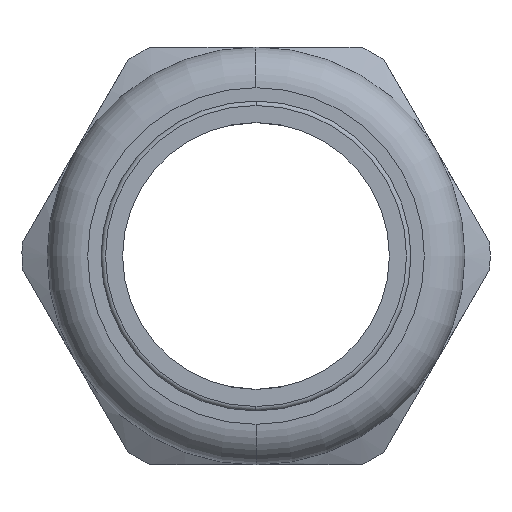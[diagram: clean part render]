
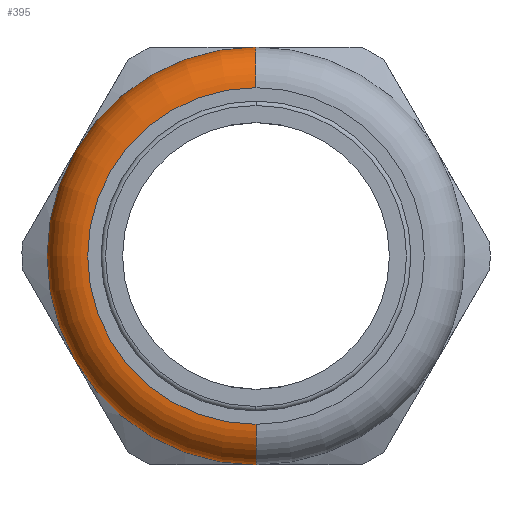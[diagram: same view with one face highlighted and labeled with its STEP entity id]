
A CAD part, left-side view. The second image highlights one B-rep face of the part: STEP entity #395.
In plain terms, the highlighted toroidal (fillet/blend) face has major radius 9.616 mm and minor radius 2.322 mm.
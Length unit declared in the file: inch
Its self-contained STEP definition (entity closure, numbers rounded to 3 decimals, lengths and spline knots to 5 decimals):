
#387 = ORIENTED_EDGE ( 'NONE', *, *, #388, .F. ) ;
#388 = EDGE_CURVE ( 'NONE', #400, #468, #1512, .T. ) ;
#395 = ADVANCED_FACE ( 'NONE', ( #1497 ), #1495, .T. ) ;
#396 = EDGE_LOOP ( 'NONE', ( #397, #401, #404, #387 ) ) ;
#397 = ORIENTED_EDGE ( 'NONE', *, *, #398, .F. ) ;
#398 = EDGE_CURVE ( 'NONE', #399, #400, #1555, .T. ) ;
#399 = VERTEX_POINT ( 'NONE', #1550 ) ;
#400 = VERTEX_POINT ( 'NONE', #1549 ) ;
#401 = ORIENTED_EDGE ( 'NONE', *, *, #402, .T. ) ;
#402 = EDGE_CURVE ( 'NONE', #399, #403, #1548, .T. ) ;
#403 = VERTEX_POINT ( 'NONE', #1543 ) ;
#404 = ORIENTED_EDGE ( 'NONE', *, *, #467, .F. ) ;
#467 = EDGE_CURVE ( 'NONE', #468, #403, #1661, .T. ) ;
#468 = VERTEX_POINT ( 'NONE', #1656 ) ;
#1495 = TOROIDAL_SURFACE ( 'NONE', #1558, 0.3786, 0.0914 ) ;
#1496 = CARTESIAN_POINT ( 'NONE',  ( -0.9686, 0., 0. ) ) ;
#1497 = FACE_OUTER_BOUND ( 'NONE', #396, .T. ) ;
#1508 = DIRECTION ( 'NONE',  ( 0., 0., -1. ) ) ;
#1509 = DIRECTION ( 'NONE',  ( 0., -1., 0. ) ) ;
#1510 = CARTESIAN_POINT ( 'NONE',  ( -0.9686, 0., -0.3786 ) ) ;
#1511 = AXIS2_PLACEMENT_3D ( 'NONE', #1510, #1509, #1508 ) ;
#1512 = CIRCLE ( 'NONE', #1511, 0.0914 ) ;
#1543 = CARTESIAN_POINT ( 'NONE',  ( -0.9686, 0., 0.47 ) ) ;
#1544 = DIRECTION ( 'NONE',  ( 0., 0., 1. ) ) ;
#1545 = DIRECTION ( 'NONE',  ( 0., 1., 0. ) ) ;
#1546 = CARTESIAN_POINT ( 'NONE',  ( -0.9686, 0., 0.3786 ) ) ;
#1547 = AXIS2_PLACEMENT_3D ( 'NONE', #1546, #1545, #1544 ) ;
#1548 = CIRCLE ( 'NONE', #1547, 0.0914 ) ;
#1549 = CARTESIAN_POINT ( 'NONE',  ( -1.06, 0., -0.3786 ) ) ;
#1550 = CARTESIAN_POINT ( 'NONE',  ( -1.06, 0., 0.3786 ) ) ;
#1551 = DIRECTION ( 'NONE',  ( 0., 0., -1. ) ) ;
#1552 = DIRECTION ( 'NONE',  ( -1., 0., 0. ) ) ;
#1553 = CARTESIAN_POINT ( 'NONE',  ( -1.06, 0., 0. ) ) ;
#1554 = AXIS2_PLACEMENT_3D ( 'NONE', #1553, #1552, #1551 ) ;
#1555 = CIRCLE ( 'NONE', #1554, 0.3786 ) ;
#1556 = DIRECTION ( 'NONE',  ( 0., 0., -1. ) ) ;
#1557 = DIRECTION ( 'NONE',  ( 1., 0., 0. ) ) ;
#1558 = AXIS2_PLACEMENT_3D ( 'NONE', #1496, #1557, #1556 ) ;
#1656 = CARTESIAN_POINT ( 'NONE',  ( -0.9686, 0., -0.47 ) ) ;
#1657 = DIRECTION ( 'NONE',  ( 0., 0., -1. ) ) ;
#1658 = DIRECTION ( 'NONE',  ( 1., 0., 0. ) ) ;
#1659 = CARTESIAN_POINT ( 'NONE',  ( -0.9686, 0., 0. ) ) ;
#1660 = AXIS2_PLACEMENT_3D ( 'NONE', #1659, #1658, #1657 ) ;
#1661 = CIRCLE ( 'NONE', #1660, 0.47 ) ;
